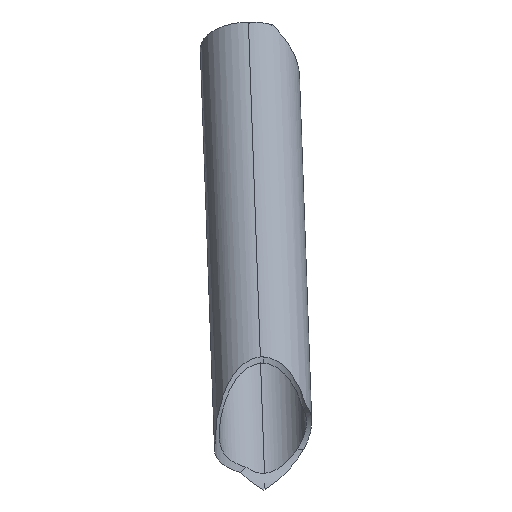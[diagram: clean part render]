
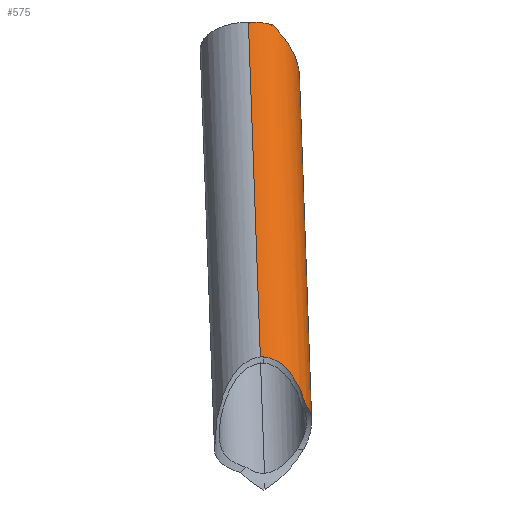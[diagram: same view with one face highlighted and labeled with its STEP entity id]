
A CAD part, top view. The second image highlights one B-rep face of the part: STEP entity #575.
In plain terms, the highlighted cylindrical face has radius 14 mm (diameter 28 mm), a partial arc.
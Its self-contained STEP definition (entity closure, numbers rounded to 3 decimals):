
#63=CARTESIAN_POINT('Vertex',(-2281.191,-277.902,93.621)) ;
#67=CARTESIAN_POINT('Control Point',(-2281.191,-277.902,93.621)) ;
#68=CARTESIAN_POINT('Control Point',(-2281.503,-277.888,93.621)) ;
#69=CARTESIAN_POINT('Control Point',(-2281.816,-277.893,93.632)) ;
#70=CARTESIAN_POINT('Control Point',(-2282.127,-277.919,93.652)) ;
#71=CARTESIAN_POINT('Vertex',(-2282.127,-277.919,93.652)) ;
#195=CARTESIAN_POINT('Vertex',(-2268.952,-292.007,100.823)) ;
#201=CARTESIAN_POINT('Control Point',(-2268.952,-292.007,100.823)) ;
#202=CARTESIAN_POINT('Control Point',(-2269.143,-291.354,100.48)) ;
#203=CARTESIAN_POINT('Control Point',(-2269.348,-290.703,100.14)) ;
#204=CARTESIAN_POINT('Control Point',(-2269.568,-290.056,99.801)) ;
#205=CARTESIAN_POINT('Control Point',(-2270.33,-287.984,98.718)) ;
#206=CARTESIAN_POINT('Control Point',(-2271.271,-285.967,97.669)) ;
#207=CARTESIAN_POINT('Control Point',(-2272.014,-284.619,96.97)) ;
#208=CARTESIAN_POINT('Control Point',(-2273.486,-282.385,95.818)) ;
#209=CARTESIAN_POINT('Control Point',(-2275.397,-280.435,94.828)) ;
#210=CARTESIAN_POINT('Control Point',(-2276.285,-279.685,94.451)) ;
#211=CARTESIAN_POINT('Control Point',(-2277.761,-278.731,93.979)) ;
#212=CARTESIAN_POINT('Control Point',(-2279.442,-278.155,93.713)) ;
#213=CARTESIAN_POINT('Control Point',(-2280.016,-278.013,93.652)) ;
#214=CARTESIAN_POINT('Control Point',(-2280.602,-277.929,93.621)) ;
#215=CARTESIAN_POINT('Control Point',(-2281.191,-277.902,93.621)) ;
#272=CARTESIAN_POINT('Vertex',(-2280.787,-315.61,99.445)) ;
#276=CARTESIAN_POINT('Control Point',(-2280.787,-315.61,99.445)) ;
#277=CARTESIAN_POINT('Control Point',(-2278.371,-314.17,97.443)) ;
#278=CARTESIAN_POINT('Control Point',(-2275.963,-312.281,95.755)) ;
#279=CARTESIAN_POINT('Control Point',(-2273.653,-310.015,94.443)) ;
#280=CARTESIAN_POINT('Control Point',(-2271.48,-307.272,93.621)) ;
#281=CARTESIAN_POINT('Control Point',(-2269.819,-304.246,93.621)) ;
#282=CARTESIAN_POINT('Vertex',(-2269.819,-304.246,93.621)) ;
#335=CARTESIAN_POINT('Control Point',(-2268.952,-292.007,100.823)) ;
#336=CARTESIAN_POINT('Control Point',(-2268.644,-292.344,100.216)) ;
#337=CARTESIAN_POINT('Control Point',(-2268.368,-292.726,99.618)) ;
#338=CARTESIAN_POINT('Control Point',(-2268.127,-293.153,99.033)) ;
#339=CARTESIAN_POINT('Control Point',(-2267.678,-294.221,97.758)) ;
#340=CARTESIAN_POINT('Control Point',(-2267.46,-295.505,96.622)) ;
#341=CARTESIAN_POINT('Control Point',(-2267.418,-296.281,96.047)) ;
#342=CARTESIAN_POINT('Control Point',(-2267.521,-298.294,94.813)) ;
#343=CARTESIAN_POINT('Control Point',(-2268.086,-300.472,94.037)) ;
#344=CARTESIAN_POINT('Control Point',(-2268.566,-301.766,93.753)) ;
#345=CARTESIAN_POINT('Control Point',(-2269.151,-303.029,93.621)) ;
#346=CARTESIAN_POINT('Control Point',(-2269.819,-304.246,93.621)) ;
#379=CARTESIAN_POINT('Vertex',(-2278.71,-182.981,-49.63)) ;
#385=CARTESIAN_POINT('Control Point',(-2278.71,-182.981,-49.63)) ;
#386=CARTESIAN_POINT('Control Point',(-2277.249,-184.399,-48.852)) ;
#387=CARTESIAN_POINT('Control Point',(-2275.853,-185.984,-48.265)) ;
#388=CARTESIAN_POINT('Control Point',(-2274.553,-187.745,-47.915)) ;
#389=CARTESIAN_POINT('Control Point',(-2273.467,-189.635,-47.906)) ;
#390=CARTESIAN_POINT('Vertex',(-2273.467,-189.635,-47.906)) ;
#420=CARTESIAN_POINT('Control Point',(-2284.847,-201.427,-69.544)) ;
#421=CARTESIAN_POINT('Control Point',(-2283.42,-202.181,-68.354)) ;
#422=CARTESIAN_POINT('Control Point',(-2281.996,-202.789,-67.068)) ;
#423=CARTESIAN_POINT('Control Point',(-2280.593,-203.242,-65.7)) ;
#424=CARTESIAN_POINT('Control Point',(-2277.956,-203.787,-62.923)) ;
#425=CARTESIAN_POINT('Control Point',(-2275.541,-203.602,-59.912)) ;
#426=CARTESIAN_POINT('Control Point',(-2274.452,-203.324,-58.422)) ;
#427=CARTESIAN_POINT('Control Point',(-2272.854,-202.494,-55.948)) ;
#428=CARTESIAN_POINT('Control Point',(-2271.733,-200.976,-53.572)) ;
#429=CARTESIAN_POINT('Control Point',(-2271.386,-200.271,-52.677)) ;
#430=CARTESIAN_POINT('Control Point',(-2270.95,-198.745,-51.114)) ;
#431=CARTESIAN_POINT('Control Point',(-2270.945,-196.912,-49.859)) ;
#432=CARTESIAN_POINT('Control Point',(-2271.043,-196.008,-49.359)) ;
#433=CARTESIAN_POINT('Control Point',(-2271.419,-194.171,-48.555)) ;
#434=CARTESIAN_POINT('Control Point',(-2272.108,-192.304,-48.104)) ;
#435=CARTESIAN_POINT('Control Point',(-2272.513,-191.392,-47.966)) ;
#436=CARTESIAN_POINT('Control Point',(-2272.969,-190.501,-47.902)) ;
#437=CARTESIAN_POINT('Control Point',(-2273.467,-189.635,-47.906)) ;
#438=CARTESIAN_POINT('Vertex',(-2284.847,-201.427,-69.544)) ;
#531=CARTESIAN_POINT('Axis2P3D Location',(-2283.229,-246.941,22.811)) ;
#536=CARTESIAN_POINT('Line Origine',(-2283.641,-235.35,30.652)) ;
#540=CARTESIAN_POINT('Vertex',(-2285.53,-182.204,-48.002)) ;
#543=CARTESIAN_POINT('Line Origine',(-2282.816,-258.531,14.969)) ;
#549=CARTESIAN_POINT('Control Point',(-2278.71,-182.981,-49.63)) ;
#550=CARTESIAN_POINT('Control Point',(-2280.19,-182.584,-48.846)) ;
#551=CARTESIAN_POINT('Control Point',(-2281.82,-182.306,-48.283)) ;
#552=CARTESIAN_POINT('Control Point',(-2283.544,-182.177,-48.)) ;
#553=CARTESIAN_POINT('Control Point',(-2285.266,-182.199,-48.)) ;
#554=CARTESIAN_POINT('Vertex',(-2285.266,-182.199,-48.)) ;
#558=CARTESIAN_POINT('Control Point',(-2285.53,-182.204,-48.002)) ;
#559=CARTESIAN_POINT('Control Point',(-2285.442,-182.202,-48.001)) ;
#560=CARTESIAN_POINT('Control Point',(-2285.354,-182.2,-48.)) ;
#561=CARTESIAN_POINT('Control Point',(-2285.266,-182.199,-48.)) ;
#532=DIRECTION('Axis2P3D Direction',(-0.02,0.56,-0.828)) ;
#533=DIRECTION('Axis2P3D XDirection',(-0.029,0.828,0.56)) ;
#537=DIRECTION('Vector Direction',(-0.02,0.56,-0.828)) ;
#544=DIRECTION('Vector Direction',(-0.02,0.56,-0.828)) ;
#534=AXIS2_PLACEMENT_3D('Cylinder Axis2P3D',#531,#532,#533) ;
#564=ORIENTED_EDGE('',*,*,#542,.F.) ;
#565=ORIENTED_EDGE('',*,*,#73,.F.) ;
#566=ORIENTED_EDGE('',*,*,#216,.F.) ;
#567=ORIENTED_EDGE('',*,*,#347,.T.) ;
#568=ORIENTED_EDGE('',*,*,#284,.F.) ;
#569=ORIENTED_EDGE('',*,*,#547,.T.) ;
#570=ORIENTED_EDGE('',*,*,#440,.T.) ;
#571=ORIENTED_EDGE('',*,*,#392,.F.) ;
#572=ORIENTED_EDGE('',*,*,#556,.T.) ;
#573=ORIENTED_EDGE('',*,*,#562,.F.) ;
#538=VECTOR('Line Direction',#537,1.) ;
#545=VECTOR('Line Direction',#544,1.) ;
#575=ADVANCED_FACE('Corps principal',(#574),#535,.T.) ;
#66=B_SPLINE_CURVE_WITH_KNOTS('',3,(#67,#68,#69,#70),.UNSPECIFIED.,.F.,.U.,(4,4),(0.,1.326),.UNSPECIFIED.) ;
#200=B_SPLINE_CURVE_WITH_KNOTS('',5,(#201,#202,#203,#204,#205,#206,#207,#208,#209,#210,#211,#212,#213,#214,#215),.UNSPECIFIED.,.F.,.U.,(6,3,3,3,6),(20.728,26.126,38.108,46.601,50.77),.UNSPECIFIED.) ;
#275=B_SPLINE_CURVE_WITH_KNOTS('',5,(#276,#277,#278,#279,#280,#281),.UNSPECIFIED.,.F.,.U.,(6,6),(0.,24.411),.UNSPECIFIED.) ;
#334=B_SPLINE_CURVE_WITH_KNOTS('',5,(#335,#336,#337,#338,#339,#340,#341,#342,#343,#344,#345,#346),.UNSPECIFIED.,.F.,.U.,(6,3,3,6),(28.534,33.898,40.675,50.493),.UNSPECIFIED.) ;
#384=B_SPLINE_CURVE_WITH_KNOTS('',4,(#385,#386,#387,#388,#389),.UNSPECIFIED.,.F.,.U.,(5,5),(13.975,26.305),.UNSPECIFIED.) ;
#419=B_SPLINE_CURVE_WITH_KNOTS('',5,(#420,#421,#422,#423,#424,#425,#426,#427,#428,#429,#430,#431,#432,#433,#434,#435,#436,#437),.UNSPECIFIED.,.F.,.U.,(6,3,3,3,3,6),(0.,14.178,27.193,35.507,42.771,49.837),.UNSPECIFIED.) ;
#548=B_SPLINE_CURVE_WITH_KNOTS('',4,(#549,#550,#551,#552,#553),.UNSPECIFIED.,.F.,.U.,(5,5),(24.709,34.449),.UNSPECIFIED.) ;
#557=B_SPLINE_CURVE_WITH_KNOTS('',3,(#558,#559,#560,#561),.UNSPECIFIED.,.F.,.U.,(4,4),(0.,0.374),.UNSPECIFIED.) ;
#535=CYLINDRICAL_SURFACE('generated cylinder',#534,14.) ;
#73=EDGE_CURVE('',#64,#72,#66,.T.) ;
#216=EDGE_CURVE('',#196,#64,#200,.T.) ;
#284=EDGE_CURVE('',#273,#283,#275,.T.) ;
#347=EDGE_CURVE('',#196,#283,#334,.T.) ;
#392=EDGE_CURVE('',#380,#391,#384,.T.) ;
#440=EDGE_CURVE('',#439,#391,#419,.T.) ;
#542=EDGE_CURVE('',#72,#541,#539,.T.) ;
#547=EDGE_CURVE('',#273,#439,#546,.T.) ;
#556=EDGE_CURVE('',#380,#555,#548,.T.) ;
#562=EDGE_CURVE('',#541,#555,#557,.T.) ;
#563=EDGE_LOOP('',(#564,#565,#566,#567,#568,#569,#570,#571,#572,#573)) ;
#574=FACE_OUTER_BOUND('',#563,.T.) ;
#539=LINE('Line',#536,#538) ;
#546=LINE('Line',#543,#545) ;
#64=VERTEX_POINT('',#63) ;
#72=VERTEX_POINT('',#71) ;
#196=VERTEX_POINT('',#195) ;
#273=VERTEX_POINT('',#272) ;
#283=VERTEX_POINT('',#282) ;
#380=VERTEX_POINT('',#379) ;
#391=VERTEX_POINT('',#390) ;
#439=VERTEX_POINT('',#438) ;
#541=VERTEX_POINT('',#540) ;
#555=VERTEX_POINT('',#554) ;
